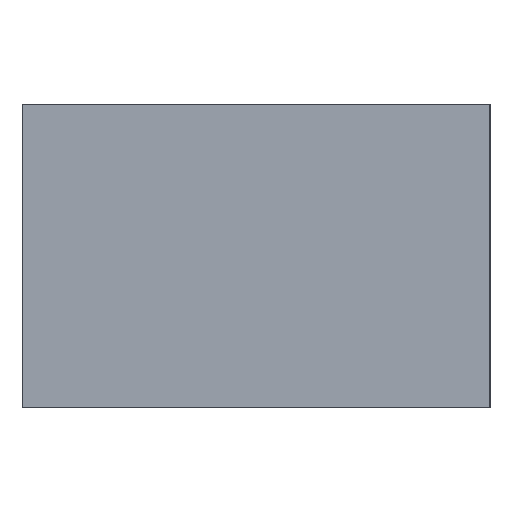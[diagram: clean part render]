
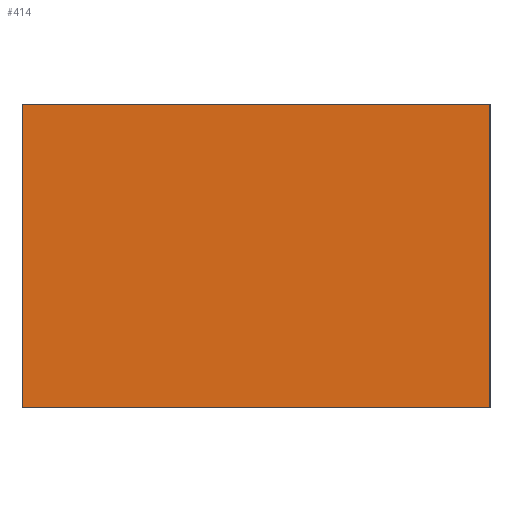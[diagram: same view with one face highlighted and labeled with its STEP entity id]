
A CAD part, left-side view. The second image highlights one B-rep face of the part: STEP entity #414.
In plain terms, the highlighted planar face has unit normal (-1, 0, 0).
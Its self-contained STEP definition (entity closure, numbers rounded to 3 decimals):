
#65=FACE_OUTER_BOUND('',#96,.T.);
#96=EDGE_LOOP('',(#363,#364,#365,#366));
#113=LINE('',#601,#153);
#135=LINE('',#664,#175);
#137=LINE('',#679,#177);
#138=LINE('',#680,#178);
#153=VECTOR('',#480,12.);
#175=VECTOR('',#538,18.5);
#177=VECTOR('',#562,12.);
#178=VECTOR('',#563,18.5);
#191=VERTEX_POINT('',#598);
#192=VERTEX_POINT('',#600);
#215=VERTEX_POINT('',#662);
#217=VERTEX_POINT('',#678);
#232=EDGE_CURVE('',#192,#191,#113,.T.);
#262=EDGE_CURVE('',#191,#215,#135,.T.);
#269=EDGE_CURVE('',#217,#215,#137,.T.);
#270=EDGE_CURVE('',#192,#217,#138,.T.);
#363=ORIENTED_EDGE('',*,*,#262,.T.);
#364=ORIENTED_EDGE('',*,*,#269,.F.);
#365=ORIENTED_EDGE('',*,*,#270,.F.);
#366=ORIENTED_EDGE('',*,*,#232,.T.);
#392=PLANE('',#452);
#414=ADVANCED_FACE('',(#65),#392,.T.);
#452=AXIS2_PLACEMENT_3D('',#677,#560,#561);
#480=DIRECTION('',(0.,0.,1.));
#538=DIRECTION('',(0.,1.,0.));
#560=DIRECTION('center_axis',(-1.,0.,0.));
#561=DIRECTION('ref_axis',(0.,0.,1.));
#562=DIRECTION('',(0.,0.,1.));
#563=DIRECTION('',(0.,1.,0.));
#598=CARTESIAN_POINT('',(-15.,-9.25,12.));
#600=CARTESIAN_POINT('',(-15.,-9.25,0.));
#601=CARTESIAN_POINT('',(-15.,-9.25,0.));
#662=CARTESIAN_POINT('',(-15.,9.25,12.));
#664=CARTESIAN_POINT('',(-15.,-9.25,12.));
#677=CARTESIAN_POINT('Origin',(-15.,-9.25,0.));
#678=CARTESIAN_POINT('',(-15.,9.25,0.));
#679=CARTESIAN_POINT('',(-15.,9.25,0.));
#680=CARTESIAN_POINT('',(-15.,-9.25,0.));
